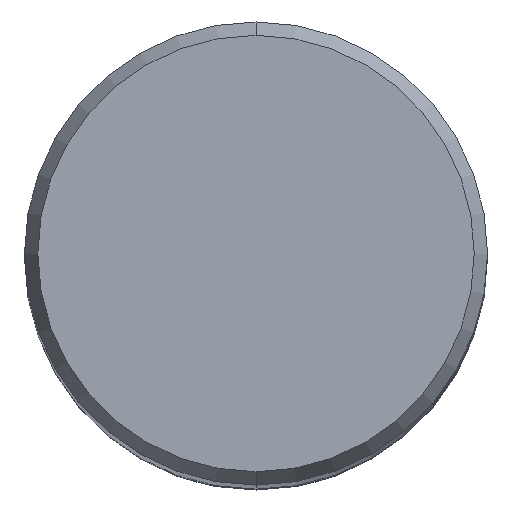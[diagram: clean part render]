
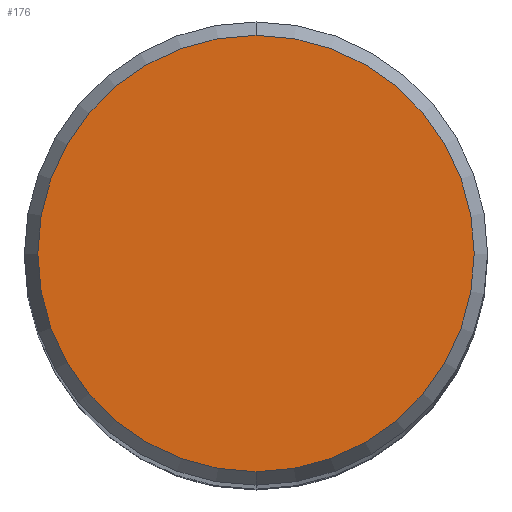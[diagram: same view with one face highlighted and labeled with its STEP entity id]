
A CAD part, top view. The second image highlights one B-rep face of the part: STEP entity #176.
In plain terms, the highlighted planar face has unit normal (0, 0, 1).
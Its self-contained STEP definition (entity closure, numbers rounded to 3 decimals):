
#104=EDGE_CURVE('',#136,#164,#245,.T.);
#122=EDGE_CURVE('',#164,#136,#265,.T.);
#136=VERTEX_POINT('',#281);
#164=VERTEX_POINT('',#311);
#176=ADVANCED_FACE('',(#325),#326,.T.);
#245=CIRCLE('',#401,3.746);
#265=CIRCLE('',#428,3.746);
#281=CARTESIAN_POINT('',(0.,-3.746,0.01));
#311=CARTESIAN_POINT('',(0.0,3.746,0.01));
#325=FACE_OUTER_BOUND('',#503,.T.);
#326=PLANE('',#504);
#401=AXIS2_PLACEMENT_3D('',#564,#565,#566);
#428=AXIS2_PLACEMENT_3D('',#590,#591,#592);
#503=EDGE_LOOP('',(#664,#665));
#504=AXIS2_PLACEMENT_3D('',#666,#667,#668);
#564=CARTESIAN_POINT('',(0.0,0.0,0.01));
#565=DIRECTION('',(0.0,0.0,-1.0));
#566=DIRECTION('',(0.0,1.0,0.0));
#590=CARTESIAN_POINT('',(0.0,0.0,0.01));
#591=DIRECTION('',(0.0,0.0,-1.0));
#592=DIRECTION('',(0.0,1.0,0.0));
#664=ORIENTED_EDGE('',*,*,#122,.F.);
#665=ORIENTED_EDGE('',*,*,#104,.F.);
#666=CARTESIAN_POINT('',(0.0,1.873,0.01));
#667=DIRECTION('',(-0.0,0.0,1.0));
#668=DIRECTION('',(0.0,-1.0,0.0));
